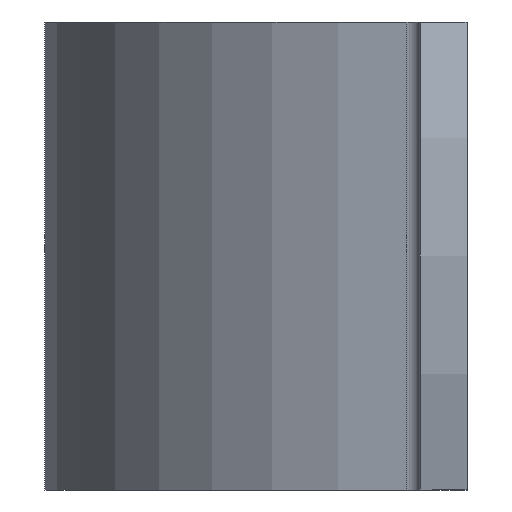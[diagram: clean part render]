
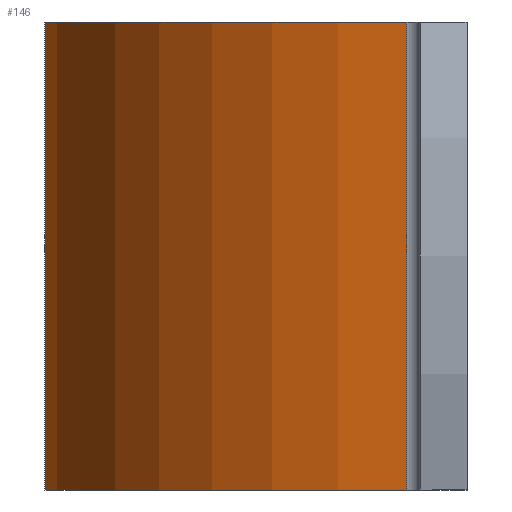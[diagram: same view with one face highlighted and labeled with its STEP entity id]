
A CAD part, left-side view. The second image highlights one B-rep face of the part: STEP entity #146.
In plain terms, the highlighted cylindrical face has radius 27.15 mm (diameter 54.3 mm), a partial arc.
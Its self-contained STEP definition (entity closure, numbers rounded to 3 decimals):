
#4 = EDGE_CURVE ( 'NONE', #166, #491, #604, .T. ) ;
#29 = VERTEX_POINT ( 'NONE', #50 ) ;
#46 = DIRECTION ( 'NONE',  ( 0., 0., -1. ) ) ;
#50 = CARTESIAN_POINT ( 'NONE',  ( -26.875, 3.858, 15. ) ) ;
#73 = DIRECTION ( 'NONE',  ( 0., 0., 1. ) ) ;
#80 = CARTESIAN_POINT ( 'NONE',  ( -26.875, 3.858, 15. ) ) ;
#104 = CIRCLE ( 'NONE', #286, 27.15 ) ;
#107 = DIRECTION ( 'NONE',  ( -1., 0., 0. ) ) ;
#110 = ORIENTED_EDGE ( 'NONE', *, *, #4, .T. ) ;
#111 = CARTESIAN_POINT ( 'NONE',  ( 0., 0., 15. ) ) ;
#146 = ADVANCED_FACE ( 'NONE', ( #320 ), #505, .T. ) ;
#154 = ORIENTED_EDGE ( 'NONE', *, *, #259, .T. ) ;
#166 = VERTEX_POINT ( 'NONE', #579 ) ;
#174 = ORIENTED_EDGE ( 'NONE', *, *, #547, .T. ) ;
#175 = AXIS2_PLACEMENT_3D ( 'NONE', #111, #470, #107 ) ;
#193 = CARTESIAN_POINT ( 'NONE',  ( 0., 0., 15. ) ) ;
#222 = VECTOR ( 'NONE', #444, 1000. ) ;
#249 = VECTOR ( 'NONE', #46, 1000. ) ;
#259 = EDGE_CURVE ( 'NONE', #491, #383, #104, .T. ) ;
#267 = EDGE_CURVE ( 'NONE', #166, #29, #511, .T. ) ;
#280 = ORIENTED_EDGE ( 'NONE', *, *, #267, .F. ) ;
#286 = AXIS2_PLACEMENT_3D ( 'NONE', #589, #338, #586 ) ;
#313 = CARTESIAN_POINT ( 'NONE',  ( 26.875, 3.858, 15. ) ) ;
#320 = FACE_OUTER_BOUND ( 'NONE', #418, .T. ) ;
#338 = DIRECTION ( 'NONE',  ( 0., 0., 1. ) ) ;
#383 = VERTEX_POINT ( 'NONE', #529 ) ;
#418 = EDGE_LOOP ( 'NONE', ( #154, #174, #280, #110 ) ) ;
#419 = LINE ( 'NONE', #80, #222 ) ;
#444 = DIRECTION ( 'NONE',  ( 0., 0., 1. ) ) ;
#470 = DIRECTION ( 'NONE',  ( 0., 0., -1. ) ) ;
#491 = VERTEX_POINT ( 'NONE', #603 ) ;
#505 = CYLINDRICAL_SURFACE ( 'NONE', #175, 27.15 ) ;
#511 = CIRCLE ( 'NONE', #578, 27.15 ) ;
#529 = CARTESIAN_POINT ( 'NONE',  ( -26.875, 3.858, -15. ) ) ;
#540 = DIRECTION ( 'NONE',  ( 1., 0., 0. ) ) ;
#547 = EDGE_CURVE ( 'NONE', #383, #29, #419, .T. ) ;
#578 = AXIS2_PLACEMENT_3D ( 'NONE', #193, #73, #540 ) ;
#579 = CARTESIAN_POINT ( 'NONE',  ( 26.875, 3.858, 15. ) ) ;
#586 = DIRECTION ( 'NONE',  ( 1., 0., 0. ) ) ;
#589 = CARTESIAN_POINT ( 'NONE',  ( 0., 0., -15. ) ) ;
#603 = CARTESIAN_POINT ( 'NONE',  ( 26.875, 3.858, -15. ) ) ;
#604 = LINE ( 'NONE', #313, #249 ) ;
